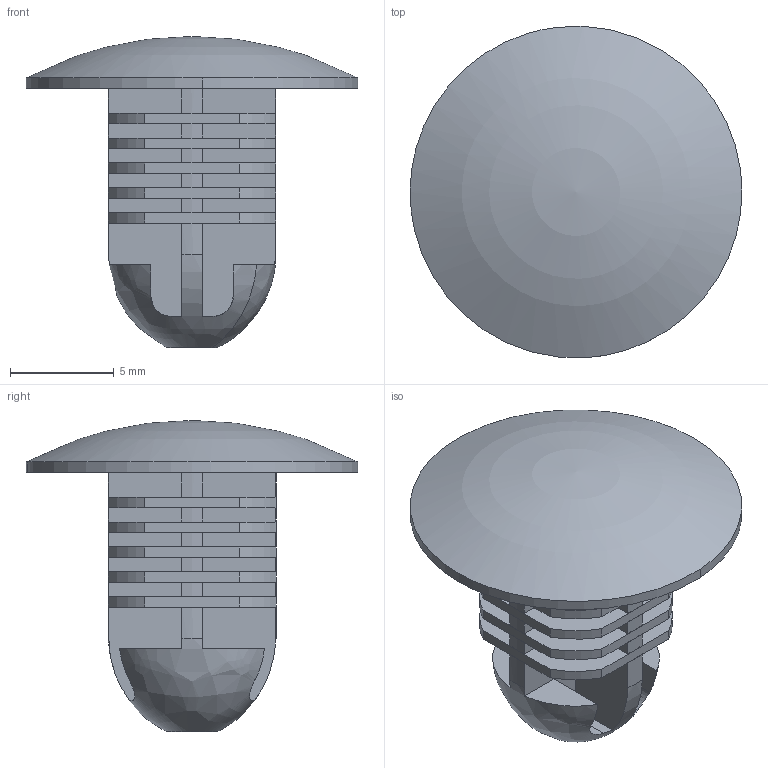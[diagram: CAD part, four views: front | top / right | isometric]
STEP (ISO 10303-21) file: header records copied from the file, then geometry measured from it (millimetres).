
FILE_DESCRIPTION((''),'2;1');
FILE_NAME('','2006-10-06T18:16:10',(''),(''),'','CADfix','');
FILE_SCHEMA(('AUTOMOTIVE_DESIGN'));
Length unit declared in the file: millimetre
Products named in the file (1): fastener
Bounding box: 16 x 15.98 x 15 mm (x, y, z)
Volume: 554.8 mm3; surface area: 1362 mm2
Topology: 1 solids, 1 shells, 181 faces, 493 edges, 315 vertices
Faces by surface type: bspline 181
Entity records: 5406 total; most frequent: CARTESIAN_POINT 2591, ORIENTED_EDGE 986, EDGE_CURVE 493, VERTEX_POINT 315, QUASI_UNIFORM_CURVE 312, EDGE_LOOP 182, FACE_OUTER_BOUND 181, ADVANCED_FACE 181
